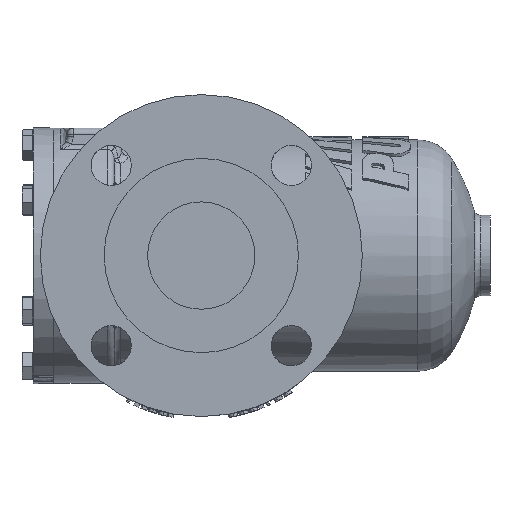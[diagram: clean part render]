
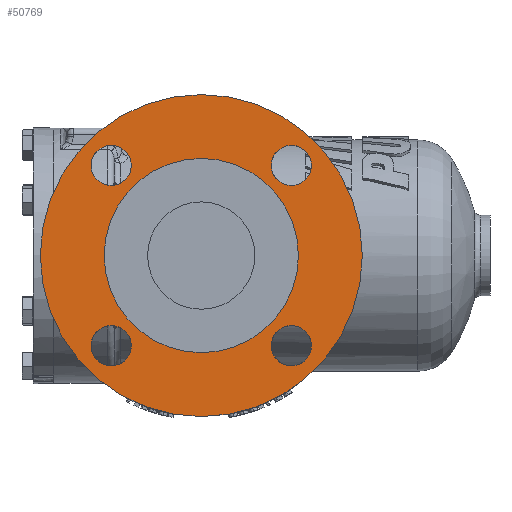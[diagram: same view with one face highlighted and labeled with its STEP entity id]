
A CAD part, left-side view. The second image highlights one B-rep face of the part: STEP entity #50769.
In plain terms, the highlighted planar face has unit normal (-1, 0, 0).
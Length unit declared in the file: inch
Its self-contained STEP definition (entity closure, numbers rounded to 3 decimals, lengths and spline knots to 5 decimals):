
#78 = DIRECTION ( 'NONE',  ( -1., 0., 0. ) ) ;
#627 = CIRCLE ( 'NONE', #23410, 3. ) ;
#660 = DIRECTION ( 'NONE',  ( 0., 0., 1. ) ) ;
#707 = DIRECTION ( 'NONE',  ( 0., 0., 1. ) ) ;
#837 = EDGE_CURVE ( 'NONE', #44356, #34033, #43350, .T. ) ;
#1335 = CARTESIAN_POINT ( 'NONE',  ( -4.44, 0., 0. ) ) ;
#1810 = ORIENTED_EDGE ( 'NONE', *, *, #13439, .F. ) ;
#2998 = EDGE_CURVE ( 'NONE', #37279, #17417, #74376, .T. ) ;
#3094 = EDGE_LOOP ( 'NONE', ( #42853, #24285 ) ) ;
#3112 = EDGE_CURVE ( 'NONE', #38353, #74765, #627, .T. ) ;
#5199 = FACE_BOUND ( 'NONE', #57988, .T. ) ;
#7603 = DIRECTION ( 'NONE',  ( 0., 0., 1. ) ) ;
#7690 = CARTESIAN_POINT ( 'NONE',  ( -4.44, 0., 3. ) ) ;
#7934 = AXIS2_PLACEMENT_3D ( 'NONE', #10800, #54151, #17030 ) ;
#8852 = CIRCLE ( 'NONE', #7934, 0.375 ) ;
#9405 = EDGE_CURVE ( 'NONE', #79586, #30993, #70937, .T. ) ;
#10687 = CIRCLE ( 'NONE', #35432, 0.375 ) ;
#10800 = CARTESIAN_POINT ( 'NONE',  ( -4.44, 1.67938, -1.67938 ) ) ;
#10897 = CARTESIAN_POINT ( 'NONE',  ( -4.44, -1.67938, -1.30438 ) ) ;
#11568 = EDGE_LOOP ( 'NONE', ( #77723, #46490 ) ) ;
#12208 = CARTESIAN_POINT ( 'NONE',  ( -4.44, 0., 0. ) ) ;
#12442 = ORIENTED_EDGE ( 'NONE', *, *, #61743, .F. ) ;
#13439 = EDGE_CURVE ( 'NONE', #66899, #65934, #8852, .T. ) ;
#13939 = EDGE_CURVE ( 'NONE', #34033, #44356, #10687, .T. ) ;
#16479 = AXIS2_PLACEMENT_3D ( 'NONE', #74966, #37856, #660 ) ;
#16652 = EDGE_LOOP ( 'NONE', ( #1810, #65980 ) ) ;
#16959 = CARTESIAN_POINT ( 'NONE',  ( -4.44, 1.67938, 1.67938 ) ) ;
#17030 = DIRECTION ( 'NONE',  ( 0., 0., 1. ) ) ;
#17255 = DIRECTION ( 'NONE',  ( 0., 0., 1. ) ) ;
#17417 = VERTEX_POINT ( 'NONE', #42739 ) ;
#17701 = CARTESIAN_POINT ( 'NONE',  ( -4.44, 1.67938, -1.67938 ) ) ;
#17884 = AXIS2_PLACEMENT_3D ( 'NONE', #1335, #44728, #7603 ) ;
#18444 = DIRECTION ( 'NONE',  ( 0., 0., 1. ) ) ;
#18751 = CIRCLE ( 'NONE', #16479, 0.375 ) ;
#21704 = FACE_OUTER_BOUND ( 'NONE', #11568, .T. ) ;
#22559 = CARTESIAN_POINT ( 'NONE',  ( -4.44, -1.67938, 1.30438 ) ) ;
#23203 = DIRECTION ( 'NONE',  ( 0., 0., 1. ) ) ;
#23410 = AXIS2_PLACEMENT_3D ( 'NONE', #61339, #24224, #67565 ) ;
#23520 = CARTESIAN_POINT ( 'NONE',  ( -4.44, -1.67938, 1.67938 ) ) ;
#23642 = FACE_BOUND ( 'NONE', #3094, .T. ) ;
#23979 = DIRECTION ( 'NONE',  ( 0., 0., 1. ) ) ;
#24172 = CARTESIAN_POINT ( 'NONE',  ( -4.44, 1.81, 0. ) ) ;
#24224 = DIRECTION ( 'NONE',  ( 1., 0., 0. ) ) ;
#24285 = ORIENTED_EDGE ( 'NONE', *, *, #13939, .F. ) ;
#24582 = CARTESIAN_POINT ( 'NONE',  ( -4.44, -1.67938, -2.05438 ) ) ;
#25183 = CARTESIAN_POINT ( 'NONE',  ( -4.44, 0., 0. ) ) ;
#25250 = CIRCLE ( 'NONE', #76815, 3. ) ;
#25380 = CARTESIAN_POINT ( 'NONE',  ( -4.44, 0., 1.81 ) ) ;
#25568 = EDGE_CURVE ( 'NONE', #46734, #48548, #18751, .T. ) ;
#26294 = ORIENTED_EDGE ( 'NONE', *, *, #76397, .F. ) ;
#30382 = DIRECTION ( 'NONE',  ( 0., 0., 1. ) ) ;
#30993 = VERTEX_POINT ( 'NONE', #25380 ) ;
#31323 = CARTESIAN_POINT ( 'NONE',  ( -4.44, 1.67938, -2.05438 ) ) ;
#31430 = DIRECTION ( 'NONE',  ( 0., 0., 1. ) ) ;
#33670 = EDGE_CURVE ( 'NONE', #17417, #37279, #78415, .T. ) ;
#34033 = VERTEX_POINT ( 'NONE', #22559 ) ;
#34321 = DIRECTION ( 'NONE',  ( -1., 0., 0. ) ) ;
#35432 = AXIS2_PLACEMENT_3D ( 'NONE', #71464, #34321, #77670 ) ;
#36093 = PLANE ( 'NONE',  #55276 ) ;
#37011 = CIRCLE ( 'NONE', #71013, 0.375 ) ;
#37244 = CARTESIAN_POINT ( 'NONE',  ( -4.44, 1.67938, 1.67938 ) ) ;
#37279 = VERTEX_POINT ( 'NONE', #54075 ) ;
#37856 = DIRECTION ( 'NONE',  ( -1., 0., 0. ) ) ;
#37907 = DIRECTION ( 'NONE',  ( -1., 0., 0. ) ) ;
#38208 = FACE_BOUND ( 'NONE', #16652, .T. ) ;
#38353 = VERTEX_POINT ( 'NONE', #7690 ) ;
#38950 = EDGE_LOOP ( 'NONE', ( #50579, #68789 ) ) ;
#40164 = FACE_BOUND ( 'NONE', #38950, .T. ) ;
#40272 = ORIENTED_EDGE ( 'NONE', *, *, #9405, .F. ) ;
#42739 = CARTESIAN_POINT ( 'NONE',  ( -4.44, 1.67938, 1.30438 ) ) ;
#42853 = ORIENTED_EDGE ( 'NONE', *, *, #837, .F. ) ;
#42979 = EDGE_CURVE ( 'NONE', #74765, #38353, #25250, .T. ) ;
#43325 = AXIS2_PLACEMENT_3D ( 'NONE', #75011, #37907, #707 ) ;
#43350 = CIRCLE ( 'NONE', #54644, 0.375 ) ;
#43453 = DIRECTION ( 'NONE',  ( 0., 0., 1. ) ) ;
#44356 = VERTEX_POINT ( 'NONE', #52514 ) ;
#44728 = DIRECTION ( 'NONE',  ( -1., 0., 0. ) ) ;
#45316 = ORIENTED_EDGE ( 'NONE', *, *, #25568, .F. ) ;
#45796 = CARTESIAN_POINT ( 'NONE',  ( -4.44, 0., -3. ) ) ;
#46490 = ORIENTED_EDGE ( 'NONE', *, *, #3112, .F. ) ;
#46734 = VERTEX_POINT ( 'NONE', #10897 ) ;
#46964 = AXIS2_PLACEMENT_3D ( 'NONE', #25183, #68534, #31430 ) ;
#48548 = VERTEX_POINT ( 'NONE', #24582 ) ;
#50579 = ORIENTED_EDGE ( 'NONE', *, *, #2998, .F. ) ;
#50769 = ADVANCED_FACE ( 'NONE', ( #54661, #23642, #40164, #38208, #21704, #5199 ), #36093, .T. ) ;
#51920 = EDGE_CURVE ( 'NONE', #65934, #66899, #37011, .T. ) ;
#52514 = CARTESIAN_POINT ( 'NONE',  ( -4.44, -1.67938, 2.05438 ) ) ;
#54075 = CARTESIAN_POINT ( 'NONE',  ( -4.44, 1.67938, 2.05438 ) ) ;
#54151 = DIRECTION ( 'NONE',  ( -1., 0., 0. ) ) ;
#54644 = AXIS2_PLACEMENT_3D ( 'NONE', #23520, #60621, #17255 ) ;
#54661 = FACE_BOUND ( 'NONE', #66310, .T. ) ;
#55276 = AXIS2_PLACEMENT_3D ( 'NONE', #24172, #67516, #30382 ) ;
#55607 = DIRECTION ( 'NONE',  ( 1., 0., 0. ) ) ;
#57863 = AXIS2_PLACEMENT_3D ( 'NONE', #16959, #60312, #23203 ) ;
#57988 = EDGE_LOOP ( 'NONE', ( #12442, #40272 ) ) ;
#58129 = CIRCLE ( 'NONE', #43325, 0.375 ) ;
#60012 = CARTESIAN_POINT ( 'NONE',  ( -4.44, 1.67938, -1.30438 ) ) ;
#60312 = DIRECTION ( 'NONE',  ( -1., 0., 0. ) ) ;
#60621 = DIRECTION ( 'NONE',  ( -1., 0., 0. ) ) ;
#61084 = DIRECTION ( 'NONE',  ( -1., 0., 0. ) ) ;
#61339 = CARTESIAN_POINT ( 'NONE',  ( -4.44, 0., 0. ) ) ;
#61743 = EDGE_CURVE ( 'NONE', #30993, #79586, #64616, .T. ) ;
#64616 = CIRCLE ( 'NONE', #46964, 1.81 ) ;
#65934 = VERTEX_POINT ( 'NONE', #31323 ) ;
#65980 = ORIENTED_EDGE ( 'NONE', *, *, #51920, .F. ) ;
#66310 = EDGE_LOOP ( 'NONE', ( #45316, #26294 ) ) ;
#66389 = CARTESIAN_POINT ( 'NONE',  ( -4.44, 0., -1.81 ) ) ;
#66899 = VERTEX_POINT ( 'NONE', #60012 ) ;
#67516 = DIRECTION ( 'NONE',  ( -1., 0., 0. ) ) ;
#67565 = DIRECTION ( 'NONE',  ( 0., 0., 1. ) ) ;
#68534 = DIRECTION ( 'NONE',  ( -1., 0., 0. ) ) ;
#68789 = ORIENTED_EDGE ( 'NONE', *, *, #33670, .F. ) ;
#70677 = AXIS2_PLACEMENT_3D ( 'NONE', #37244, #78, #43453 ) ;
#70937 = CIRCLE ( 'NONE', #17884, 1.81 ) ;
#71013 = AXIS2_PLACEMENT_3D ( 'NONE', #17701, #61084, #23979 ) ;
#71464 = CARTESIAN_POINT ( 'NONE',  ( -4.44, -1.67938, 1.67938 ) ) ;
#74376 = CIRCLE ( 'NONE', #70677, 0.375 ) ;
#74765 = VERTEX_POINT ( 'NONE', #45796 ) ;
#74966 = CARTESIAN_POINT ( 'NONE',  ( -4.44, -1.67938, -1.67938 ) ) ;
#75011 = CARTESIAN_POINT ( 'NONE',  ( -4.44, -1.67938, -1.67938 ) ) ;
#76397 = EDGE_CURVE ( 'NONE', #48548, #46734, #58129, .T. ) ;
#76815 = AXIS2_PLACEMENT_3D ( 'NONE', #12208, #55607, #18444 ) ;
#77670 = DIRECTION ( 'NONE',  ( 0., 0., 1. ) ) ;
#77723 = ORIENTED_EDGE ( 'NONE', *, *, #42979, .F. ) ;
#78415 = CIRCLE ( 'NONE', #57863, 0.375 ) ;
#79586 = VERTEX_POINT ( 'NONE', #66389 ) ;
